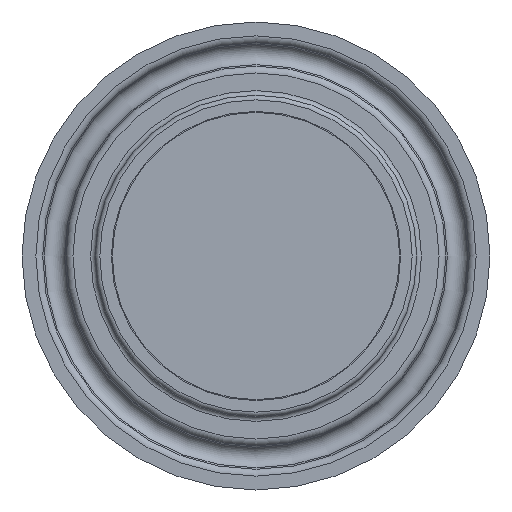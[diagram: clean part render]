
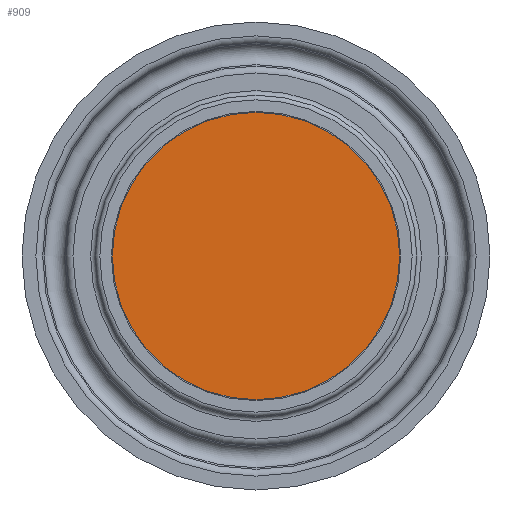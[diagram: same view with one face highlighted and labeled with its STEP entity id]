
A CAD part, front view. The second image highlights one B-rep face of the part: STEP entity #909.
In plain terms, the highlighted planar face has unit normal (0, -1, 0).
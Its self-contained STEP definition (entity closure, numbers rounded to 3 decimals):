
#186=FACE_OUTER_BOUND('',#258,.T.);
#258=EDGE_LOOP('',(#780));
#344=CIRCLE('',#1068,15.5);
#426=VERTEX_POINT('',#1662);
#543=EDGE_CURVE('',#426,#426,#344,.T.);
#780=ORIENTED_EDGE('',*,*,#543,.T.);
#798=PLANE('',#1069);
#909=ADVANCED_FACE('',(#186),#798,.T.);
#1068=AXIS2_PLACEMENT_3D('',#1663,#1379,#1380);
#1069=AXIS2_PLACEMENT_3D('',#1665,#1382,#1383);
#1379=DIRECTION('center_axis',(0.,-1.,0.));
#1380=DIRECTION('ref_axis',(1.,0.,0.));
#1382=DIRECTION('center_axis',(0.,-1.,0.));
#1383=DIRECTION('ref_axis',(0.,0.,
-1.));
#1662=CARTESIAN_POINT('',(-15.5,-28.,0.));
#1663=CARTESIAN_POINT('Origin',(0.,-28.,0.));
#1665=CARTESIAN_POINT('Origin',(0.,-28.,0.));
